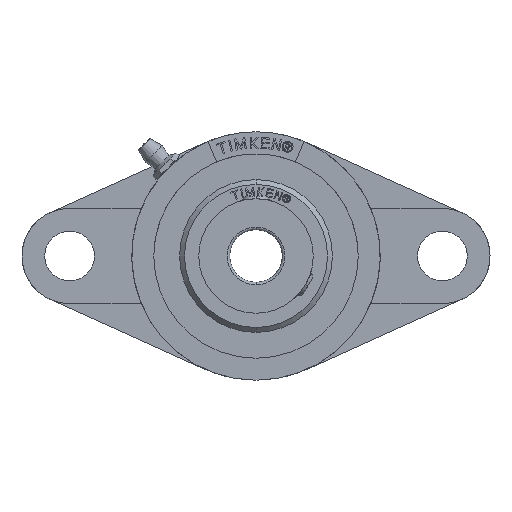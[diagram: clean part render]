
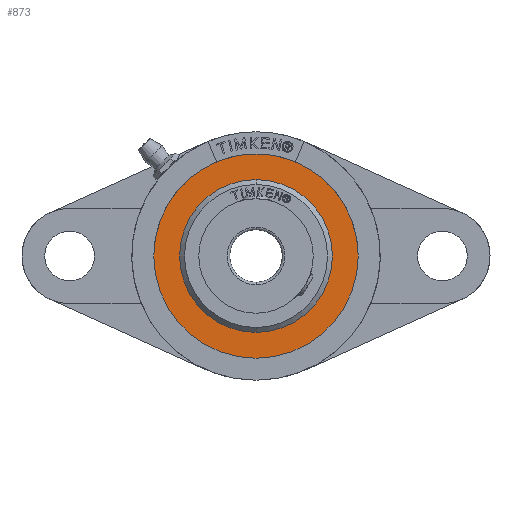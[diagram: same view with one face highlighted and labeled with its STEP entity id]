
A CAD part, front view. The second image highlights one B-rep face of the part: STEP entity #873.
In plain terms, the highlighted planar face has unit normal (0, -1, 0).
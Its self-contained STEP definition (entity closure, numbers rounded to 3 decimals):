
#873=ADVANCED_FACE('',(#1967,#1968),#1969,.T.);
#1967=FACE_OUTER_BOUND('',#3287,.T.);
#1968=FACE_BOUND('',#3288,.T.);
#1969=PLANE('',#3289);
#3287=EDGE_LOOP('',(#5893,#5894));
#3288=EDGE_LOOP('',(#5895,#5896));
#3289=AXIS2_PLACEMENT_3D('',#5897,#5898,#5899);
#5893=ORIENTED_EDGE('',*,*,#7769,.F.);
#5894=ORIENTED_EDGE('',*,*,#8558,.F.);
#5895=ORIENTED_EDGE('',*,*,#7857,.T.);
#5896=ORIENTED_EDGE('',*,*,#8559,.T.);
#5897=CARTESIAN_POINT('',(0.,-23.0,11.75));
#5898=DIRECTION('',(0.,-1.0,0.));
#5899=DIRECTION('',(0.,0.,1.0));
#7769=EDGE_CURVE('',#9269,#9272,#9273,.T.);
#7857=EDGE_CURVE('',#9419,#9423,#9425,.T.);
#8558=EDGE_CURVE('',#9272,#9269,#10462,.T.);
#8559=EDGE_CURVE('',#9423,#9419,#10463,.T.);
#9269=VERTEX_POINT('',#11458);
#9272=VERTEX_POINT('',#11462);
#9273=CIRCLE('',#11463,24.675);
#9419=VERTEX_POINT('',#11717);
#9423=VERTEX_POINT('',#11722);
#9425=CIRCLE('',#11725,18.441);
#10462=CIRCLE('',#13220,24.675);
#10463=CIRCLE('',#13221,18.441);
#11458=CARTESIAN_POINT('',(24.675,-23.0,0.0));
#11462=CARTESIAN_POINT('',(-24.675,-23.0,0.));
#11463=AXIS2_PLACEMENT_3D('',#15051,#15052,#15053);
#11717=CARTESIAN_POINT('',(0.,-23.0,-18.441));
#11722=CARTESIAN_POINT('',(0.,-23.0,18.441));
#11725=AXIS2_PLACEMENT_3D('',#15182,#15183,#15184);
#13220=AXIS2_PLACEMENT_3D('',#15793,#15794,#15795);
#13221=AXIS2_PLACEMENT_3D('',#15796,#15797,#15798);
#15051=CARTESIAN_POINT('',(0.,-23.0,0.0));
#15052=DIRECTION('',(-0.0,1.0,0.0));
#15053=DIRECTION('',(1.0,0.0,0.0));
#15182=CARTESIAN_POINT('',(0.,-23.0,0.0));
#15183=DIRECTION('',(0.,1.0,0.));
#15184=DIRECTION('',(0.,0.,-1.0));
#15793=CARTESIAN_POINT('',(0.,-23.0,0.0));
#15794=DIRECTION('',(-0.0,1.0,0.0));
#15795=DIRECTION('',(1.0,0.0,0.0));
#15796=CARTESIAN_POINT('',(0.,-23.0,0.0));
#15797=DIRECTION('',(0.,1.0,0.));
#15798=DIRECTION('',(0.,0.,-1.0));
